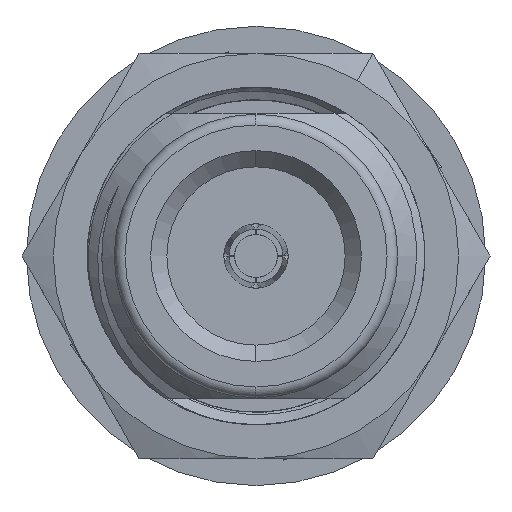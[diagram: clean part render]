
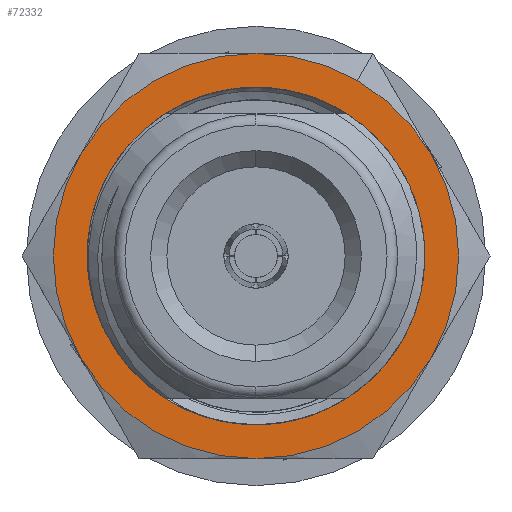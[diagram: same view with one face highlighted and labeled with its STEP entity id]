
A CAD part, left-side view. The second image highlights one B-rep face of the part: STEP entity #72332.
In plain terms, the highlighted planar face has unit normal (-1, 0, 0).
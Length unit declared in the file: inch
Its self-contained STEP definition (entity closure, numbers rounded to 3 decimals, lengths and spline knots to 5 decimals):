
#431 = EDGE_LOOP ( 'NONE', ( #76968, #18087, #44529, #7080, #42408, #37585, #74385 ) ) ;
#2479 = EDGE_CURVE ( 'NONE', #8263, #19343, #56015, .T. ) ;
#3589 = VERTEX_POINT ( 'NONE', #37300 ) ;
#3703 = CIRCLE ( 'NONE', #12493, 0.3125 ) ;
#6730 = CARTESIAN_POINT ( 'NONE',  ( 0.29314, 0., 0. ) ) ;
#7080 = ORIENTED_EDGE ( 'NONE', *, *, #76815, .T. ) ;
#7295 = DIRECTION ( 'NONE',  ( 0., -0.5, 0.866 ) ) ;
#7546 = DIRECTION ( 'NONE',  ( 0., -0.5, 0.866 ) ) ;
#7830 = CARTESIAN_POINT ( 'NONE',  ( 0.29314, 0.15625, -0.27063 ) ) ;
#8263 = VERTEX_POINT ( 'NONE', #53736 ) ;
#9822 = CARTESIAN_POINT ( 'NONE',  ( 0.29314, 0., 0. ) ) ;
#11449 = FACE_OUTER_BOUND ( 'NONE', #431, .T. ) ;
#11526 = VERTEX_POINT ( 'NONE', #7830 ) ;
#12095 = CARTESIAN_POINT ( 'NONE',  ( 0.29314, -0.1875, 0.32476 ) ) ;
#12127 = DIRECTION ( 'NONE',  ( 1., 0., 0. ) ) ;
#12208 = DIRECTION ( 'NONE',  ( -1., 0., 0. ) ) ;
#12493 = AXIS2_PLACEMENT_3D ( 'NONE', #19159, #12127, #60256 ) ;
#13166 = DIRECTION ( 'NONE',  ( 1., 0., 0. ) ) ;
#13798 = DIRECTION ( 'NONE',  ( 1., 0., 0. ) ) ;
#15421 = DIRECTION ( 'NONE',  ( 0., -0.5, 0.866 ) ) ;
#16213 = CIRCLE ( 'NONE', #25014, 0.375 ) ;
#16252 = DIRECTION ( 'NONE',  ( 1., 0., 0. ) ) ;
#17274 = EDGE_CURVE ( 'NONE', #19343, #54221, #22366, .T. ) ;
#17278 = CARTESIAN_POINT ( 'NONE',  ( 0.29314, 0., 0. ) ) ;
#18087 = ORIENTED_EDGE ( 'NONE', *, *, #69987, .T. ) ;
#18753 = VERTEX_POINT ( 'NONE', #46848 ) ;
#19159 = CARTESIAN_POINT ( 'NONE',  ( 0.29314, 0., 0. ) ) ;
#19343 = VERTEX_POINT ( 'NONE', #21504 ) ;
#21239 = CARTESIAN_POINT ( 'NONE',  ( 0.29314, 0., 0. ) ) ;
#21504 = CARTESIAN_POINT ( 'NONE',  ( 0.29314, 0., -0.375 ) ) ;
#22366 = CIRCLE ( 'NONE', #64850, 0.375 ) ;
#23349 = CARTESIAN_POINT ( 'NONE',  ( 0.29314, 0.11635, -0.29003 ) ) ;
#24369 = CARTESIAN_POINT ( 'NONE',  ( 0.29314, 0.28735, -0.12282 ) ) ;
#25014 = AXIS2_PLACEMENT_3D ( 'NONE', #9822, #26673, #27049 ) ;
#25912 = EDGE_CURVE ( 'NONE', #52223, #61129, #3703, .T. ) ;
#26449 = EDGE_CURVE ( 'NONE', #18753, #3589, #16213, .T. ) ;
#26531 = ORIENTED_EDGE ( 'NONE', *, *, #70915, .T. ) ;
#26673 = DIRECTION ( 'NONE',  ( -1., 0., 0. ) ) ;
#27049 = DIRECTION ( 'NONE',  ( 0., -0.5, 0.866 ) ) ;
#30446 = CIRCLE ( 'NONE', #74211, 0.3125 ) ;
#30498 = CIRCLE ( 'NONE', #66782, 0.375 ) ;
#31186 = EDGE_CURVE ( 'NONE', #36417, #64927, #42549, .T. ) ;
#31375 = CARTESIAN_POINT ( 'NONE',  ( 0.29314, 0., 0. ) ) ;
#34181 = CARTESIAN_POINT ( 'NONE',  ( 0.29314, 0., 0. ) ) ;
#35051 = AXIS2_PLACEMENT_3D ( 'NONE', #6730, #12208, #35681 ) ;
#35681 = DIRECTION ( 'NONE',  ( 0., -0.5, 0.866 ) ) ;
#36417 = VERTEX_POINT ( 'NONE', #68372 ) ;
#36816 = DIRECTION ( 'NONE',  ( 0., -0.5, 0.866 ) ) ;
#37300 = CARTESIAN_POINT ( 'NONE',  ( 0.29314, 0.32476, 0.1875 ) ) ;
#37585 = ORIENTED_EDGE ( 'NONE', *, *, #17274, .T. ) ;
#40385 = CARTESIAN_POINT ( 'NONE',  ( 0.29314, -0.32476, -0.1875 ) ) ;
#41958 = DIRECTION ( 'NONE',  ( 0., 1., 0. ) ) ;
#42408 = ORIENTED_EDGE ( 'NONE', *, *, #2479, .T. ) ;
#42549 = CIRCLE ( 'NONE', #35051, 0.375 ) ;
#42887 = ORIENTED_EDGE ( 'NONE', *, *, #25912, .T. ) ;
#43493 = AXIS2_PLACEMENT_3D ( 'NONE', #17278, #59537, #36816 ) ;
#44087 = DIRECTION ( 'NONE',  ( 0., -0.5, 0.866 ) ) ;
#44529 = ORIENTED_EDGE ( 'NONE', *, *, #26449, .T. ) ;
#46848 = CARTESIAN_POINT ( 'NONE',  ( 0.29314, 0., 0.375 ) ) ;
#48424 = DIRECTION ( 'NONE',  ( -1., 0., 0. ) ) ;
#50403 = AXIS2_PLACEMENT_3D ( 'NONE', #71060, #16252, #58908 ) ;
#51709 = AXIS2_PLACEMENT_3D ( 'NONE', #31375, #65843, #41958 ) ;
#52223 = VERTEX_POINT ( 'NONE', #24369 ) ;
#52521 = DIRECTION ( 'NONE',  ( -1., 0., 0. ) ) ;
#53736 = CARTESIAN_POINT ( 'NONE',  ( 0.29314, 0.32476, -0.1875 ) ) ;
#54112 = EDGE_CURVE ( 'NONE', #36417, #54221, #64014, .T. ) ;
#54221 = VERTEX_POINT ( 'NONE', #40385 ) ;
#54853 = PLANE ( 'NONE',  #51709 ) ;
#55469 = CIRCLE ( 'NONE', #60459, 0.375 ) ;
#55830 = CARTESIAN_POINT ( 'NONE',  ( 0.29314, 0., 0. ) ) ;
#56015 = CIRCLE ( 'NONE', #43493, 0.375 ) ;
#56440 = CARTESIAN_POINT ( 'NONE',  ( 0.29314, 0., 0. ) ) ;
#58908 = DIRECTION ( 'NONE',  ( 0., -0.5, 0.866 ) ) ;
#59537 = DIRECTION ( 'NONE',  ( -1., 0., 0. ) ) ;
#60256 = DIRECTION ( 'NONE',  ( 0., -0.5, 0.866 ) ) ;
#60459 = AXIS2_PLACEMENT_3D ( 'NONE', #34181, #70608, #15421 ) ;
#61129 = VERTEX_POINT ( 'NONE', #23349 ) ;
#62914 = CIRCLE ( 'NONE', #50403, 0.3125 ) ;
#64014 = CIRCLE ( 'NONE', #66554, 0.375 ) ;
#64850 = AXIS2_PLACEMENT_3D ( 'NONE', #55830, #48424, #44087 ) ;
#64927 = VERTEX_POINT ( 'NONE', #12095 ) ;
#65073 = FACE_BOUND ( 'NONE', #69409, .T. ) ;
#65843 = DIRECTION ( 'NONE',  ( 1., 0., 0. ) ) ;
#66554 = AXIS2_PLACEMENT_3D ( 'NONE', #73439, #13166, #7295 ) ;
#66782 = AXIS2_PLACEMENT_3D ( 'NONE', #21239, #52521, #74877 ) ;
#67073 = EDGE_CURVE ( 'NONE', #61129, #11526, #62914, .T. ) ;
#68372 = CARTESIAN_POINT ( 'NONE',  ( 0.29314, -0.32476, 0.1875 ) ) ;
#69409 = EDGE_LOOP ( 'NONE', ( #73065, #26531, #42887 ) ) ;
#69987 = EDGE_CURVE ( 'NONE', #64927, #18753, #55469, .T. ) ;
#70608 = DIRECTION ( 'NONE',  ( -1., 0., 0. ) ) ;
#70915 = EDGE_CURVE ( 'NONE', #11526, #52223, #30446, .T. ) ;
#71060 = CARTESIAN_POINT ( 'NONE',  ( 0.29314, 0., 0. ) ) ;
#72332 = ADVANCED_FACE ( 'NONE', ( #65073, #11449 ), #54853, .F. ) ;
#73065 = ORIENTED_EDGE ( 'NONE', *, *, #67073, .T. ) ;
#73439 = CARTESIAN_POINT ( 'NONE',  ( 0.29314, 0., 0. ) ) ;
#74211 = AXIS2_PLACEMENT_3D ( 'NONE', #56440, #13798, #7546 ) ;
#74385 = ORIENTED_EDGE ( 'NONE', *, *, #54112, .F. ) ;
#74877 = DIRECTION ( 'NONE',  ( 0., -0.5, 0.866 ) ) ;
#76815 = EDGE_CURVE ( 'NONE', #3589, #8263, #30498, .T. ) ;
#76968 = ORIENTED_EDGE ( 'NONE', *, *, #31186, .T. ) ;
